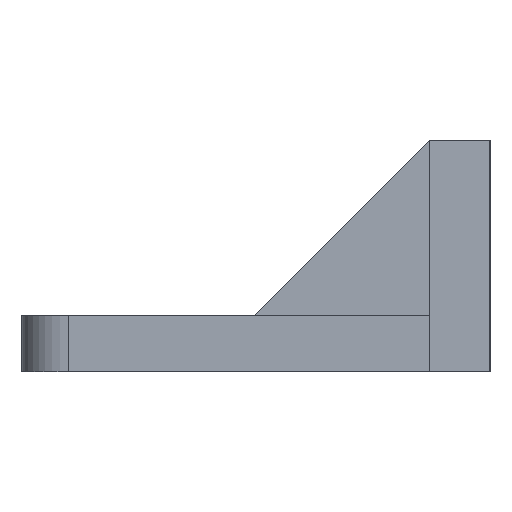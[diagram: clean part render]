
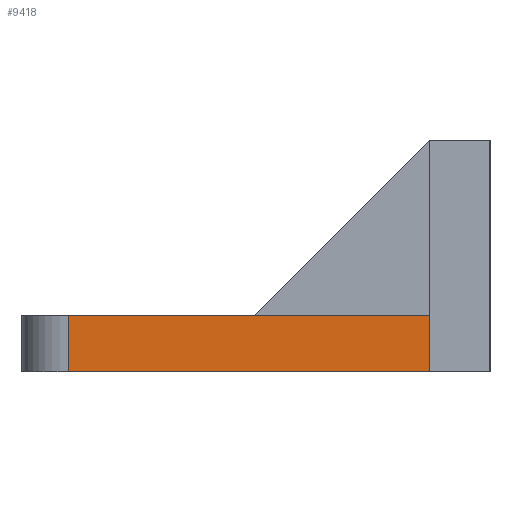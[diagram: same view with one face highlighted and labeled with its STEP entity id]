
A CAD part, left-side view. The second image highlights one B-rep face of the part: STEP entity #9418.
In plain terms, the highlighted planar face has unit normal (-1, 0, 0).
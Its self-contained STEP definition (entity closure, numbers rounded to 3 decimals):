
#9293=CARTESIAN_POINT('',(-342.1,10.379,0.561));
#9294=VERTEX_POINT('',#9293);
#9309=CARTESIAN_POINT('',(-342.1,10.379,6.621));
#9310=VERTEX_POINT('',#9309);
#9317=CARTESIAN_POINT('',(-342.1,10.379,6.621));
#9318=DIRECTION('',(0.,0.,-1.));
#9319=VECTOR('',#9318,6.06);
#9320=LINE('',#9317,#9319);
#9321=EDGE_CURVE('',#9310,#9294,#9320,.T.);
#9388=CARTESIAN_POINT('',(-342.1,31.879,6.621));
#9389=DIRECTION('',(1.,0.,0.));
#9390=DIRECTION('',(0.,0.,-1.));
#9391=AXIS2_PLACEMENT_3D('',#9388,#9389,#9390);
#9392=PLANE('',#9391);
#9393=CARTESIAN_POINT('',(-342.1,49.379,6.621));
#9394=VERTEX_POINT('',#9393);
#9395=CARTESIAN_POINT('',(-342.1,49.379,6.621));
#9396=DIRECTION('',(0.,-1.,0.));
#9397=VECTOR('',#9396,39.);
#9398=LINE('',#9395,#9397);
#9399=EDGE_CURVE('',#9394,#9310,#9398,.T.);
#9400=ORIENTED_EDGE('',*,*,#9399,.F.);
#9401=CARTESIAN_POINT('',(-342.1,49.379,0.561));
#9402=VERTEX_POINT('',#9401);
#9403=CARTESIAN_POINT('',(-342.1,49.379,6.621));
#9404=DIRECTION('',(0.,0.,-1.));
#9405=VECTOR('',#9404,6.06);
#9406=LINE('',#9403,#9405);
#9407=EDGE_CURVE('',#9394,#9402,#9406,.T.);
#9408=ORIENTED_EDGE('',*,*,#9407,.T.);
#9409=CARTESIAN_POINT('',(-342.1,49.379,0.561));
#9410=DIRECTION('',(0.,-1.,0.));
#9411=VECTOR('',#9410,39.);
#9412=LINE('',#9409,#9411);
#9413=EDGE_CURVE('',#9402,#9294,#9412,.T.);
#9414=ORIENTED_EDGE('',*,*,#9413,.T.);
#9415=ORIENTED_EDGE('',*,*,#9321,.F.);
#9416=EDGE_LOOP('',(#9400,#9408,#9414,#9415));
#9417=FACE_BOUND('',#9416,.T.);
#9418=ADVANCED_FACE('',(#9417),#9392,.F.);
